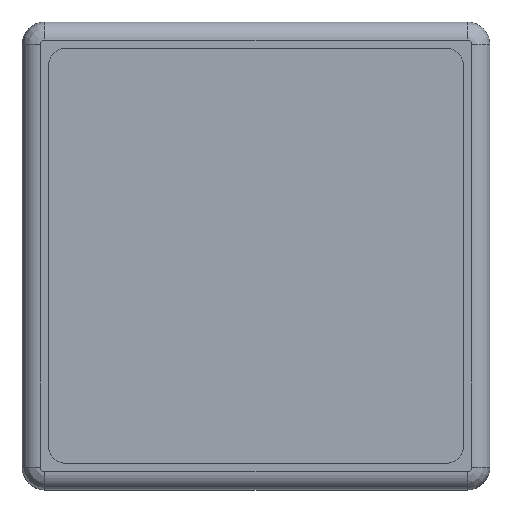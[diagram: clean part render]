
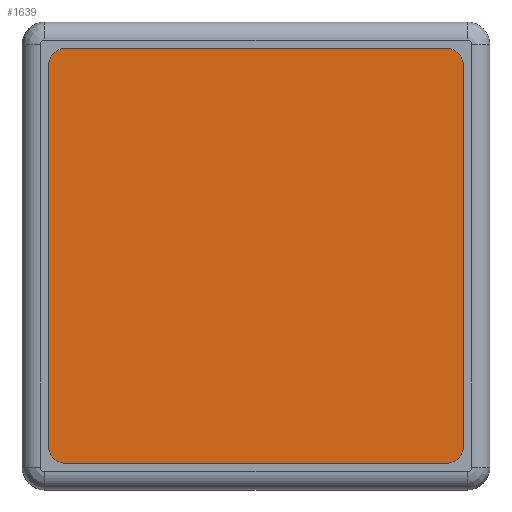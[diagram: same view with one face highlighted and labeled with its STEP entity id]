
A CAD part, top view. The second image highlights one B-rep face of the part: STEP entity #1639.
In plain terms, the highlighted planar face has unit normal (0, 0, 1).
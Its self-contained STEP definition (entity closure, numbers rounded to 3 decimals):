
#1368=CARTESIAN_POINT('',(10.5,11.5,9.9));
#1369=VERTEX_POINT('',#1368);
#1376=CARTESIAN_POINT('',(11.5,10.5,9.9));
#1377=VERTEX_POINT('',#1376);
#1378=CARTESIAN_POINT('',(10.5,10.5,9.9));
#1379=DIRECTION('',(0.0,0.0,1.0));
#1380=DIRECTION('',(0.707,0.707,0.0));
#1381=AXIS2_PLACEMENT_3D('',#1378,#1379,#1380);
#1382=CIRCLE('',#1381,1.0);
#1383=EDGE_CURVE('',#1377,#1369,#1382,.T.);
#1407=CARTESIAN_POINT('',(-10.5,11.5,9.9));
#1408=VERTEX_POINT('',#1407);
#1415=CARTESIAN_POINT('',(10.5,11.5,9.9));
#1416=DIRECTION('',(-1.0,0.0,0.0));
#1417=VECTOR('',#1416,21.0);
#1418=LINE('',#1415,#1417);
#1419=EDGE_CURVE('',#1369,#1408,#1418,.T.);
#1439=CARTESIAN_POINT('',(-11.5,10.5,9.9));
#1440=VERTEX_POINT('',#1439);
#1447=CARTESIAN_POINT('',(-10.5,10.5,9.9));
#1448=DIRECTION('',(0.0,0.0,1.0));
#1449=DIRECTION('',(-0.707,0.707,0.0));
#1450=AXIS2_PLACEMENT_3D('',#1447,#1448,#1449);
#1451=CIRCLE('',#1450,1.0);
#1452=EDGE_CURVE('',#1408,#1440,#1451,.T.);
#1471=CARTESIAN_POINT('',(-11.5,-10.5,9.9));
#1472=VERTEX_POINT('',#1471);
#1479=CARTESIAN_POINT('',(-11.5,10.5,9.9));
#1480=DIRECTION('',(0.0,-1.0,0.0));
#1481=VECTOR('',#1480,21.0);
#1482=LINE('',#1479,#1481);
#1483=EDGE_CURVE('',#1440,#1472,#1482,.T.);
#1503=CARTESIAN_POINT('',(-10.5,-11.5,9.9));
#1504=VERTEX_POINT('',#1503);
#1511=CARTESIAN_POINT('',(-10.5,-10.5,9.9));
#1512=DIRECTION('',(0.0,0.0,1.0));
#1513=DIRECTION('',(-0.707,-0.707,0.0));
#1514=AXIS2_PLACEMENT_3D('',#1511,#1512,#1513);
#1515=CIRCLE('',#1514,1.0);
#1516=EDGE_CURVE('',#1472,#1504,#1515,.T.);
#1535=CARTESIAN_POINT('',(10.5,-11.5,9.9));
#1536=VERTEX_POINT('',#1535);
#1543=CARTESIAN_POINT('',(-10.5,-11.5,9.9));
#1544=DIRECTION('',(1.0,0.0,0.0));
#1545=VECTOR('',#1544,21.0);
#1546=LINE('',#1543,#1545);
#1547=EDGE_CURVE('',#1504,#1536,#1546,.T.);
#1567=CARTESIAN_POINT('',(11.5,-10.5,9.9));
#1568=VERTEX_POINT('',#1567);
#1575=CARTESIAN_POINT('',(10.5,-10.5,9.9));
#1576=DIRECTION('',(0.0,0.0,1.0));
#1577=DIRECTION('',(0.707,-0.707,0.0));
#1578=AXIS2_PLACEMENT_3D('',#1575,#1576,#1577);
#1579=CIRCLE('',#1578,1.0);
#1580=EDGE_CURVE('',#1536,#1568,#1579,.T.);
#1598=CARTESIAN_POINT('',(11.5,-10.5,9.9));
#1599=DIRECTION('',(0.0,1.0,0.0));
#1600=VECTOR('',#1599,21.);
#1601=LINE('',#1598,#1600);
#1602=EDGE_CURVE('',#1568,#1377,#1601,.T.);
#1624=CARTESIAN_POINT('',(12.65,-12.65,9.9));
#1625=DIRECTION('',(0.0,0.0,1.0));
#1626=DIRECTION('',(1.0,0.0,0.0));
#1627=AXIS2_PLACEMENT_3D('',#1624,#1625,#1626);
#1628=PLANE('',#1627);
#1629=ORIENTED_EDGE('',*,*,#1602,.T.);
#1630=ORIENTED_EDGE('',*,*,#1383,.T.);
#1631=ORIENTED_EDGE('',*,*,#1419,.T.);
#1632=ORIENTED_EDGE('',*,*,#1452,.T.);
#1633=ORIENTED_EDGE('',*,*,#1483,.T.);
#1634=ORIENTED_EDGE('',*,*,#1516,.T.);
#1635=ORIENTED_EDGE('',*,*,#1547,.T.);
#1636=ORIENTED_EDGE('',*,*,#1580,.T.);
#1637=EDGE_LOOP('',(#1629,#1630,#1631,#1632,#1633,#1634,#1635,#1636));
#1638=FACE_OUTER_BOUND('',#1637,.T.);
#1639=ADVANCED_FACE('',(#1638),#1628,.T.);
